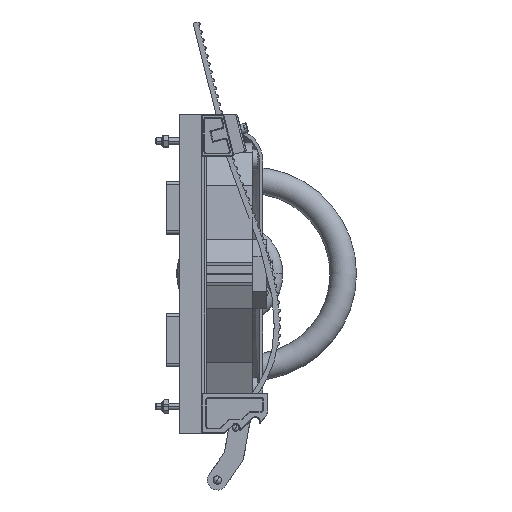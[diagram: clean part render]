
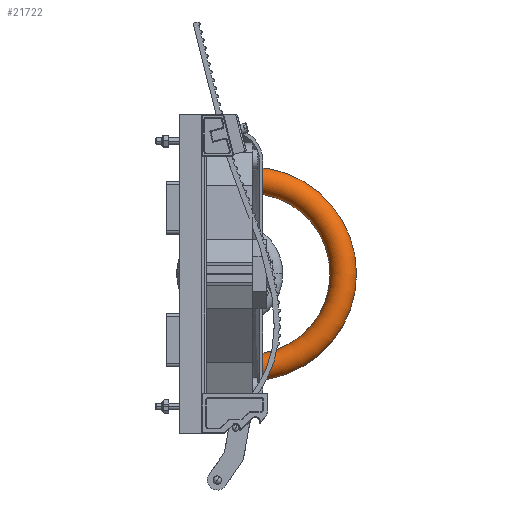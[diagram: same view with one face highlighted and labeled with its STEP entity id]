
A CAD part, front view. The second image highlights one B-rep face of the part: STEP entity #21722.
In plain terms, the highlighted toroidal (fillet/blend) face has major radius 89.694 mm and minor radius 12.7 mm.
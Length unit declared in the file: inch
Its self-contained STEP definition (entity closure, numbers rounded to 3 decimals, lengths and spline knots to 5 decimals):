
#2394 = AXIS2_PLACEMENT_3D ( 'NONE', #36956, #36950, #36962 ) ;
#12624 = FACE_OUTER_BOUND ( 'NONE', #30774, .T. ) ;
#12628 = TOROIDAL_SURFACE ( 'NONE', #2394, 3.53125, 0.5 ) ;
#20530 = CIRCLE ( 'NONE', #43089, 4.03125 ) ;
#20538 = CIRCLE ( 'NONE', #43091, 3.03125 ) ;
#20649 = CIRCLE ( 'NONE', #43098, 0.5 ) ;
#20657 = CIRCLE ( 'NONE', #43103, 0.5 ) ;
#21722 = ADVANCED_FACE ( 'NONE', ( #12624 ), #12628, .T. ) ;
#27732 = EDGE_CURVE ( 'NONE', #37514, #37494, #20530, .T. ) ;
#27734 = EDGE_CURVE ( 'NONE', #37490, #37512, #20538, .T. ) ;
#27763 = EDGE_CURVE ( 'NONE', #37494, #37512, #20649, .T. ) ;
#27765 = EDGE_CURVE ( 'NONE', #37514, #37490, #20657, .T. ) ;
#28494 = ORIENTED_EDGE ( 'NONE', *, *, #27732, .F. ) ;
#28495 = ORIENTED_EDGE ( 'NONE', *, *, #27765, .T. ) ;
#28496 = ORIENTED_EDGE ( 'NONE', *, *, #27734, .T. ) ;
#28497 = ORIENTED_EDGE ( 'NONE', *, *, #27763, .F. ) ;
#30774 = EDGE_LOOP ( 'NONE', ( #28494, #28495, #28496, #28497 ) ) ;
#31234 = CARTESIAN_POINT ( 'NONE',  ( 0., -11.98856, -0.75 ) ) ;
#31236 = CARTESIAN_POINT ( 'NONE',  ( 0., -11.98856, -0.75 ) ) ;
#31237 = DIRECTION ( 'NONE',  ( 0., 1., 0. ) ) ;
#31238 = DIRECTION ( 'NONE',  ( 0., 0., 1. ) ) ;
#31244 = DIRECTION ( 'NONE',  ( 0., 1., 0. ) ) ;
#31245 = DIRECTION ( 'NONE',  ( 0., 0., 1. ) ) ;
#31309 = CARTESIAN_POINT ( 'NONE',  ( -3.53125, -11.98856, -0.75 ) ) ;
#31313 = DIRECTION ( 'NONE',  ( 0., 0., 1. ) ) ;
#31314 = DIRECTION ( 'NONE',  ( 1., 0., 0. ) ) ;
#31318 = CARTESIAN_POINT ( 'NONE',  ( 3.53125, -11.98856, -0.75 ) ) ;
#31320 = DIRECTION ( 'NONE',  ( 0., 0., -1. ) ) ;
#31321 = DIRECTION ( 'NONE',  ( -1., 0., 0. ) ) ;
#34680 = CARTESIAN_POINT ( 'NONE',  ( 3.03125, -11.98856, -0.75 ) ) ;
#34684 = CARTESIAN_POINT ( 'NONE',  ( -4.03125, -11.98856, -0.75 ) ) ;
#34702 = CARTESIAN_POINT ( 'NONE',  ( -3.03125, -11.98856, -0.75 ) ) ;
#34704 = CARTESIAN_POINT ( 'NONE',  ( 4.03125, -11.98856, -0.75 ) ) ;
#36950 = DIRECTION ( 'NONE',  ( 0., 1., 0. ) ) ;
#36956 = CARTESIAN_POINT ( 'NONE',  ( 0., -11.98856, -0.75 ) ) ;
#36962 = DIRECTION ( 'NONE',  ( 0., 0., 1. ) ) ;
#37490 = VERTEX_POINT ( 'NONE', #34680 ) ;
#37494 = VERTEX_POINT ( 'NONE', #34684 ) ;
#37512 = VERTEX_POINT ( 'NONE', #34702 ) ;
#37514 = VERTEX_POINT ( 'NONE', #34704 ) ;
#43089 = AXIS2_PLACEMENT_3D ( 'NONE', #31236, #31237, #31238 ) ;
#43091 = AXIS2_PLACEMENT_3D ( 'NONE', #31234, #31244, #31245 ) ;
#43098 = AXIS2_PLACEMENT_3D ( 'NONE', #31309, #31313, #31314 ) ;
#43103 = AXIS2_PLACEMENT_3D ( 'NONE', #31318, #31320, #31321 ) ;
